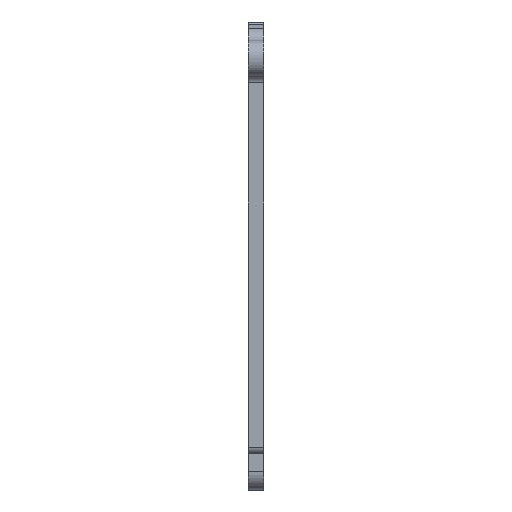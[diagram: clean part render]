
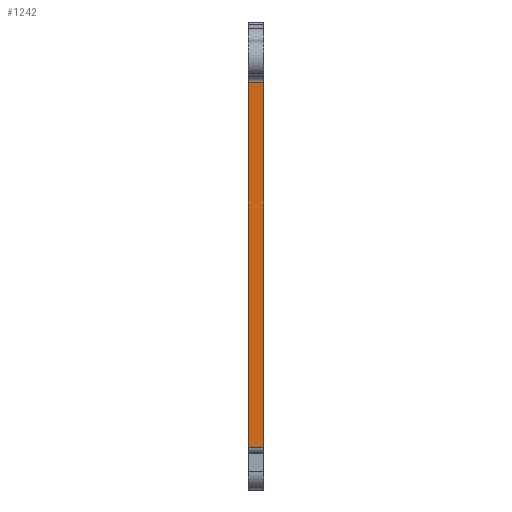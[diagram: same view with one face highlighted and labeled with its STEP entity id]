
A CAD part, left-side view. The second image highlights one B-rep face of the part: STEP entity #1242.
In plain terms, the highlighted planar face has unit normal (-1, 0, 0).
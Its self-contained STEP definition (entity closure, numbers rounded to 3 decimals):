
#55=PLANE('',#1388);
#109=FACE_OUTER_BOUND('',#171,.T.);
#171=EDGE_LOOP('',(#968,#969,#970,#971));
#281=LINE('',#2075,#375);
#282=LINE('',#2079,#376);
#283=LINE('',#2081,#377);
#284=LINE('',#2082,#378);
#375=VECTOR('',#1708,10.);
#376=VECTOR('',#1713,10.);
#377=VECTOR('',#1714,10.);
#378=VECTOR('',#1715,10.);
#582=VERTEX_POINT('',#2072);
#583=VERTEX_POINT('',#2074);
#584=VERTEX_POINT('',#2078);
#585=VERTEX_POINT('',#2080);
#744=EDGE_CURVE('',#583,#582,#281,.T.);
#746=EDGE_CURVE('',#583,#584,#282,.T.);
#747=EDGE_CURVE('',#585,#582,#283,.T.);
#748=EDGE_CURVE('',#584,#585,#284,.T.);
#968=ORIENTED_EDGE('',*,*,#746,.F.);
#969=ORIENTED_EDGE('',*,*,#744,.T.);
#970=ORIENTED_EDGE('',*,*,#747,.F.);
#971=ORIENTED_EDGE('',*,*,#748,.F.);
#1242=ADVANCED_FACE('',(#109),#55,.T.);
#1388=AXIS2_PLACEMENT_3D('',#2077,#1711,#1712);
#1708=DIRECTION('',(0.,-1.,0.));
#1711=DIRECTION('center_axis',(-1.,0.,0.));
#1712=DIRECTION('ref_axis',(0.,0.,-1.));
#1713=DIRECTION('',(0.,0.,1.));
#1714=DIRECTION('',(0.,0.,-1.));
#1715=DIRECTION('',(0.,-1.,0.));
#2072=CARTESIAN_POINT('',(-250.,-12.7,-185.));
#2074=CARTESIAN_POINT('',(-250.,0.,-185.));
#2075=CARTESIAN_POINT('',(-250.,0.,-185.));
#2077=CARTESIAN_POINT('Origin',(-250.,0.,115.));
#2078=CARTESIAN_POINT('',(-250.,0.,115.));
#2079=CARTESIAN_POINT('',(-250.,0.,-185.));
#2080=CARTESIAN_POINT('',(-250.,-12.7,115.));
#2081=CARTESIAN_POINT('',(-250.,-12.7,-185.));
#2082=CARTESIAN_POINT('',(-250.,0.,115.));
